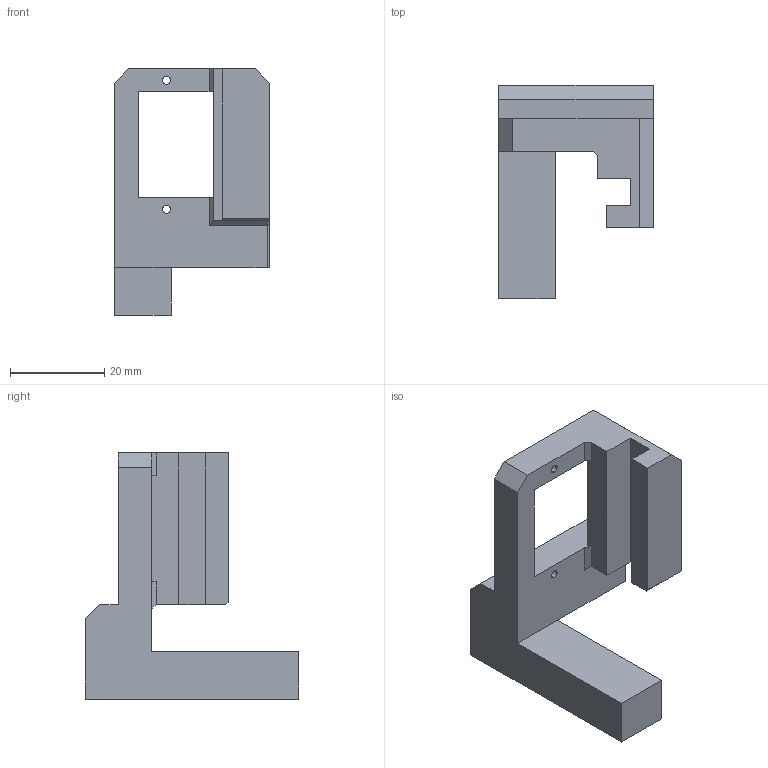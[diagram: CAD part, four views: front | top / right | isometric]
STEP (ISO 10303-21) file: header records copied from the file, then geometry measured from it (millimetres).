
FILE_DESCRIPTION (( 'STEP AP203' ), '1' );
FILE_NAME ('Linear actuator servo attachment.STEP', '2020-07-30T21:49:57', ( '' ), ( '' ), 'SwSTEP 2.0', 'SolidWorks 2018', '' );
FILE_SCHEMA (( 'CONFIG_CONTROL_DESIGN' ));
Length unit declared in the file: millimetre
Products named in the file (1): Linear actuator servo attachment
Bounding box: 32.8 x 45.14 x 52.1 mm (x, y, z)
Volume: 17928.2 mm3; surface area: 7909.2 mm2
Topology: 1 solids, 1 shells, 44 faces, 118 edges, 77 vertices
Faces by surface type: plane 36, cylinder 8
Entity records: 1447 total; most frequent: CARTESIAN_POINT 240, ORIENTED_EDGE 236, DIRECTION 224, EDGE_CURVE 118, LINE 102, VECTOR 102, VERTEX_POINT 77, AXIS2_PLACEMENT_3D 61
